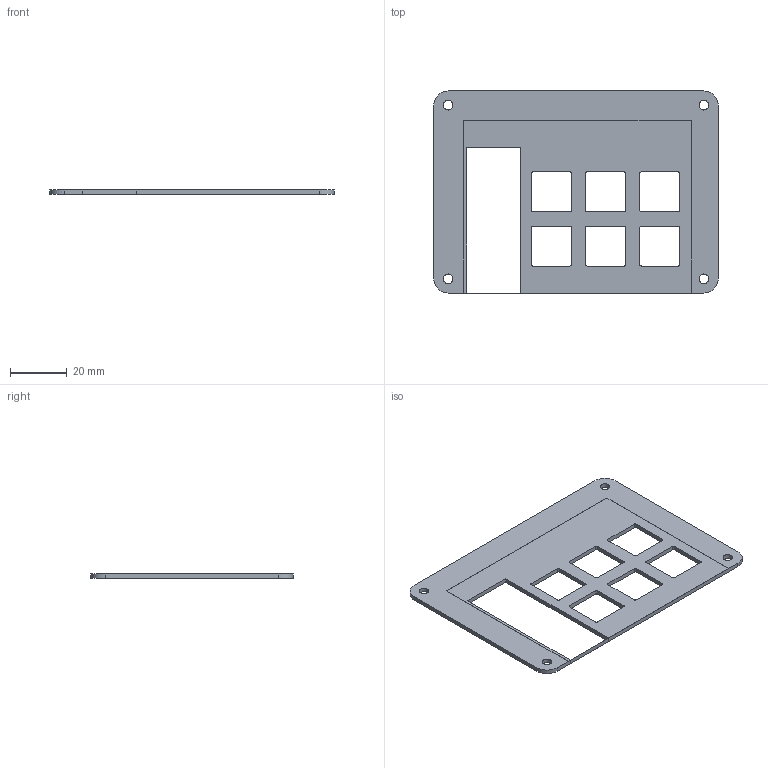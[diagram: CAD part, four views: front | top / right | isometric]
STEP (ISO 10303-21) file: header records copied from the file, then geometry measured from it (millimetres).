
FILE_DESCRIPTION(/* description */ (''),/* implementation_level */ '2;1');
FILE_NAME(/* name */ 'Shayaan_KeyBoard_top_final1.step',/* time_stamp */ '2025-06-11T18:13:28-04:00',/* author */ (''),/* organization */ (''),/* preprocessor_version */ 'ST-DEVELOPER v20.1',/* originating_system */ 'Autodesk Translation Framework v14.10.0.0',/* authorisation */ '');
FILE_SCHEMA (('AUTOMOTIVE_DESIGN { 1 0 10303 214 3 1 1 }'));
Length unit declared in the file: millimetre
Products named in the file (1): 2025-06-04-18-41-46-924
Bounding box: 99.84 x 71.01 x 1.55 mm (x, y, z)
Volume: 7466.5 mm3; surface area: 11081.8 mm2
Topology: 1 solids, 1 shells, 72 faces, 208 edges, 138 vertices
Faces by surface type: plane 40, cylinder 32
Full cylindrical faces by diameter (mm): 3.4 x4
Entity records: 2457 total; most frequent: CARTESIAN_POINT 419, DIRECTION 418, ORIENTED_EDGE 416, EDGE_CURVE 208, LINE 144, VECTOR 144, VERTEX_POINT 138, AXIS2_PLACEMENT_3D 137
